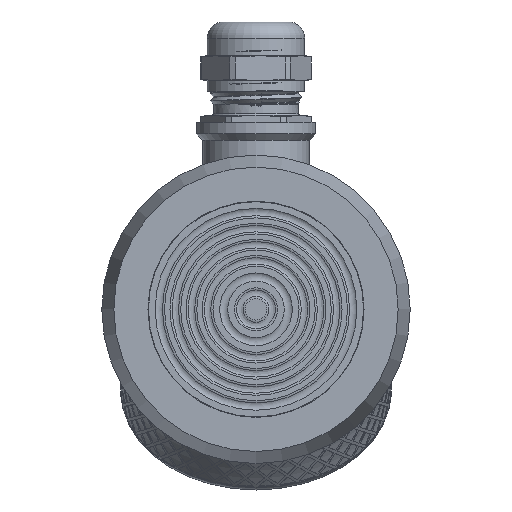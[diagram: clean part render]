
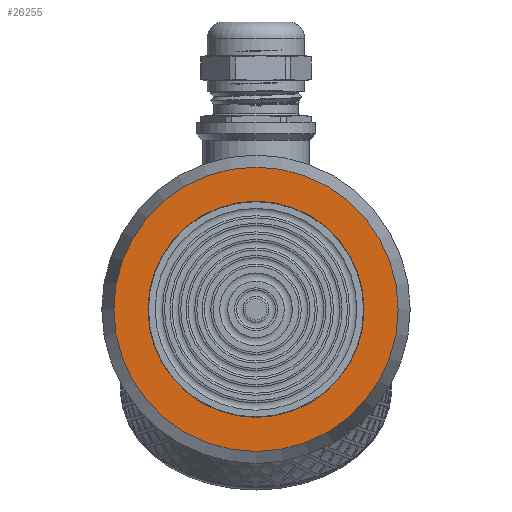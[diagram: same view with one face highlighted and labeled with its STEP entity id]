
A CAD part, left-side view. The second image highlights one B-rep face of the part: STEP entity #26255.
In plain terms, the highlighted planar face has unit normal (-1, 0, 0).
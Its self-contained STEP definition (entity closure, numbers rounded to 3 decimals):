
#1235=FACE_BOUND('',#3745,.T.);
#1647=PLANE('',#28253);
#2015=FACE_OUTER_BOUND('',#3744,.T.);
#3744=EDGE_LOOP('',(#17893));
#3745=EDGE_LOOP('',(#17894));
#5765=CIRCLE('',#28244,24.);
#5770=CIRCLE('',#28254,31.571);
#10510=VERTEX_POINT('',#37971);
#10512=VERTEX_POINT('',#37984);
#13399=EDGE_CURVE('',#10510,#10510,#5765,.T.);
#13405=EDGE_CURVE('',#10512,#10512,#5770,.T.);
#17893=ORIENTED_EDGE('',*,*,#13405,.F.);
#17894=ORIENTED_EDGE('',*,*,#13399,.T.);
#26255=ADVANCED_FACE('',(#2015,#1235),#1647,.T.);
#28244=AXIS2_PLACEMENT_3D('',#37972,#29961,#29962);
#28253=AXIS2_PLACEMENT_3D('',#37983,#29980,#29981);
#28254=AXIS2_PLACEMENT_3D('',#37985,#29982,#29983);
#29961=DIRECTION('center_axis',(1.,0.,0.));
#29962=DIRECTION('ref_axis',(0.,1.,0.));
#29980=DIRECTION('center_axis',(-1.,0.,0.));
#29981=DIRECTION('ref_axis',(0.,0.,1.));
#29982=DIRECTION('center_axis',(1.,0.,0.));
#29983=DIRECTION('ref_axis',(0.,0.,-1.));
#37971=CARTESIAN_POINT('',(-31.,-24.,0.));
#37972=CARTESIAN_POINT('Origin',(-31.,0.,0.));
#37983=CARTESIAN_POINT('Origin',(-31.,31.571,0.));
#37984=CARTESIAN_POINT('',(-31.,-31.571,0.));
#37985=CARTESIAN_POINT('Origin',(-31.,0.,0.));
